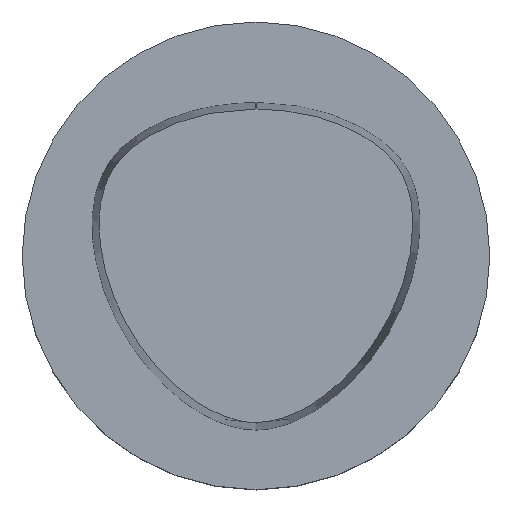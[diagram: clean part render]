
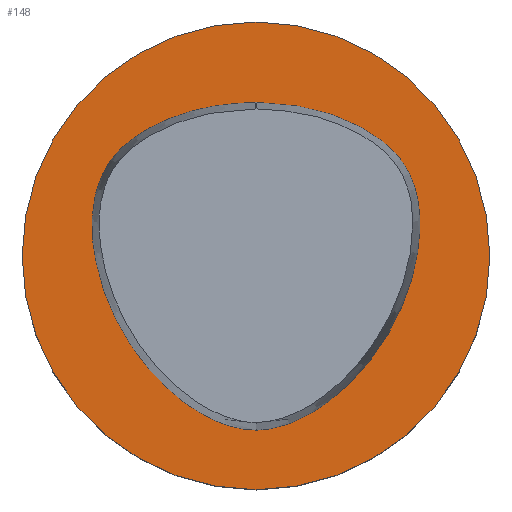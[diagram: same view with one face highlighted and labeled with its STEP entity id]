
A CAD part, top view. The second image highlights one B-rep face of the part: STEP entity #148.
In plain terms, the highlighted planar face has unit normal (0, 0, 1).
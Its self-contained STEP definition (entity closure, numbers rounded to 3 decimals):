
#86=EDGE_CURVE('Unnamed[1]',#211,#212,#213,.T.);
#116=EDGE_CURVE('Unnamed[1]',#244,#211,#257,.T.);
#148=ADVANCED_FACE('Unnamed[1]',(#302,#303),#304,.T.);
#159=EDGE_CURVE('Unnamed[1]',#212,#244,#318,.T.);
#164=EDGE_CURVE('Unnamed[1]',#325,#325,#326,.T.);
#211=VERTEX_POINT('',#441);
#212=VERTEX_POINT('',#442);
#213=B_SPLINE_CURVE_WITH_KNOTS('',3,(#443,#444,#445,#446,#447,#448,#449,#450,#451,#452,#453,#454,#455,#456,#457,#458,#459),.UNSPECIFIED.,.F.,.F.,(4,1,1,1,1,1,1,1,1,1,1,1,1,1,4),(-13.23,-12.817,-12.403,-11.99,-11.576,-11.163,-10.956,-10.75,-10.336,-9.923,-9.096,-8.269,-7.442,-7.029,-6.615),.UNSPECIFIED.);
#244=VERTEX_POINT('',#500);
#257=CIRCLE('',#534,0.95);
#302=FACE_BOUND('',#605,.T.);
#303=FACE_OUTER_BOUND('',#606,.T.);
#304=PLANE('',#607);
#318=B_SPLINE_CURVE_WITH_KNOTS('',3,(#624,#625,#626,#627,#628,#629,#630,#631,#632,#633,#634,#635,#636,#637,#638,#639,#640,#641),.UNSPECIFIED.,.F.,.F.,(4,1,1,1,1,1,1,1,1,2,1,1,1,1,4),(-6.615,-6.202,-5.788,-5.375,-4.961,-4.134,-3.308,-2.894,-2.481,-2.067,-1.654,-1.24,-0.827,-0.413,0.0),.UNSPECIFIED.);
#325=VERTEX_POINT('',#650);
#326=CIRCLE('',#651,31.5);
#441=CARTESIAN_POINT('',(0.045,20.677,0.));
#442=CARTESIAN_POINT('',(0.044,-23.469,0.));
#443=CARTESIAN_POINT('',(0.045,20.677,0.));
#444=CARTESIAN_POINT('',(1.424,20.61,0.));
#445=CARTESIAN_POINT('',(4.223,20.484,0.));
#446=CARTESIAN_POINT('',(8.472,19.689,0.));
#447=CARTESIAN_POINT('',(12.514,18.243,0.0));
#448=CARTESIAN_POINT('',(16.304,16.173,0.));
#449=CARTESIAN_POINT('',(19.145,13.704,0.));
#450=CARTESIAN_POINT('',(20.732,11.101,0.0));
#451=CARTESIAN_POINT('',(21.783,8.281,0.));
#452=CARTESIAN_POINT('',(22.226,4.609,0.0));
#453=CARTESIAN_POINT('',(21.744,-1.113,0.0));
#454=CARTESIAN_POINT('',(19.552,-7.954,0.0));
#455=CARTESIAN_POINT('',(14.957,-15.209,0.0));
#456=CARTESIAN_POINT('',(9.668,-20.083,0.));
#457=CARTESIAN_POINT('',(4.516,-22.795,0.));
#458=CARTESIAN_POINT('',(1.559,-23.461,0.));
#459=CARTESIAN_POINT('',(0.044,-23.469,0.));
#500=CARTESIAN_POINT('',(-0.045,20.677,0.));
#534=AXIS2_PLACEMENT_3D('',#799,#800,#801);
#605=EDGE_LOOP('',(#848,#849,#850));
#606=EDGE_LOOP('',(#851));
#607=AXIS2_PLACEMENT_3D('',#852,#853,#854);
#624=CARTESIAN_POINT('',(0.044,-23.469,0.));
#625=CARTESIAN_POINT('',(-1.471,-23.477,0.));
#626=CARTESIAN_POINT('',(-4.439,-22.821,0.));
#627=CARTESIAN_POINT('',(-8.35,-20.8,0.));
#628=CARTESIAN_POINT('',(-11.745,-18.156,0.));
#629=CARTESIAN_POINT('',(-15.699,-14.041,0.));
#630=CARTESIAN_POINT('',(-19.535,-8.006,0.));
#631=CARTESIAN_POINT('',(-21.721,-1.161,0.0));
#632=CARTESIAN_POINT('',(-22.249,4.55,0.0));
#633=CARTESIAN_POINT('',(-21.665,9.002,0.0));
#634=CARTESIAN_POINT('',(-20.395,11.778,0.0));
#635=CARTESIAN_POINT('',(-18.593,14.198,0.0));
#636=CARTESIAN_POINT('',(-16.323,16.178,0.0));
#637=CARTESIAN_POINT('',(-12.508,18.252,0.));
#638=CARTESIAN_POINT('',(-8.468,19.679,0.));
#639=CARTESIAN_POINT('',(-4.23,20.488,0.));
#640=CARTESIAN_POINT('',(-1.423,20.613,0.));
#641=CARTESIAN_POINT('',(-0.045,20.677,0.));
#650=CARTESIAN_POINT('',(0.,31.5,0.));
#651=AXIS2_PLACEMENT_3D('',#873,#874,#875);
#799=CARTESIAN_POINT('',(-0.001,19.728,0.));
#800=DIRECTION('',(0.,0.,-1.0));
#801=DIRECTION('',(-0.046,0.999,0.));
#848=ORIENTED_EDGE('',*,*,#86,.T.);
#849=ORIENTED_EDGE('',*,*,#159,.T.);
#850=ORIENTED_EDGE('',*,*,#116,.T.);
#851=ORIENTED_EDGE('',*,*,#164,.F.);
#852=CARTESIAN_POINT('',(0.,15.75,0.));
#853=DIRECTION('',(0.,0.,1.0));
#854=DIRECTION('',(0.,-1.0,0.));
#873=CARTESIAN_POINT('',(0.0,0.0,0.0));
#874=DIRECTION('',(0.,0.,-1.0));
#875=DIRECTION('',(0.,1.0,0.));
